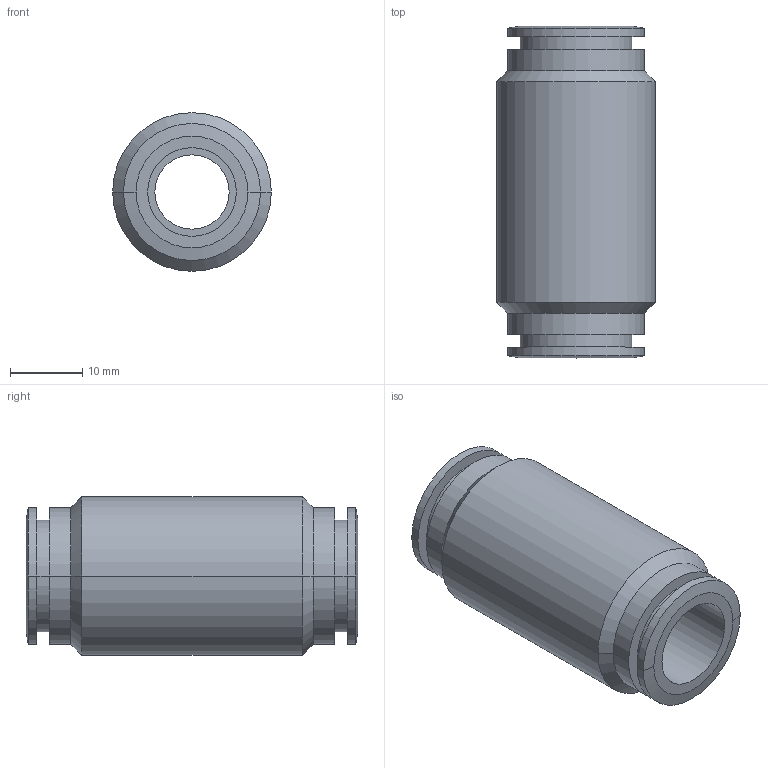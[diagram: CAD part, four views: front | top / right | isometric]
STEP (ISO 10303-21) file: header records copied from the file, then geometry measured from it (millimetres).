
FILE_DESCRIPTION((''),'2;1');
FILE_NAME('031200.stp','2003-05-26T16:46:22',('maffial1'),(''),'Autodesk Inventor (R) 6.0','Autodesk Inventor (R) 6.0','');
FILE_SCHEMA(('AUTOMOTIVE_DESIGN { 1 0 10303 214 1 1 1 1 }'));
Length unit declared in the file: millimetre
Products named in the file (1): 031200
Bounding box: 22 x 46 x 22 mm (x, y, z)
Volume: 10492.1 mm3; surface area: 5583.9 mm2
Topology: 1 solids, 1 shells, 36 faces, 72 edges, 44 vertices
Faces by surface type: cylinder 16, cone 8, bspline 6, plane 6
Entity records: 1023 total; most frequent: CARTESIAN_POINT 227, DIRECTION 178, ORIENTED_EDGE 144, AXIS2_PLACEMENT_3D 75, EDGE_CURVE 72, VERTEX_POINT 44, CIRCLE 44, EDGE_LOOP 44
